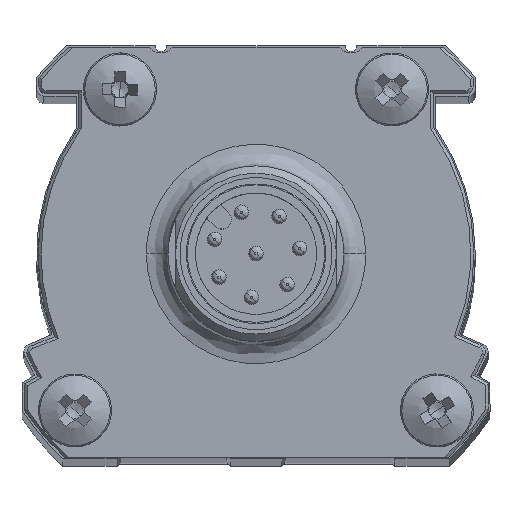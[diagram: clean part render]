
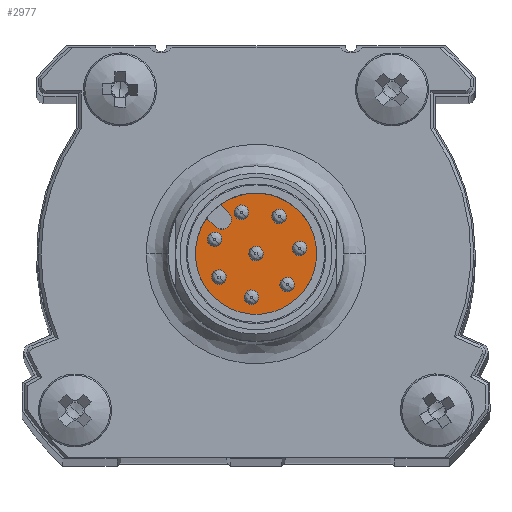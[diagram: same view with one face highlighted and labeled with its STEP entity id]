
A CAD part, top view. The second image highlights one B-rep face of the part: STEP entity #2977.
In plain terms, the highlighted planar face has unit normal (0, 0, 1).
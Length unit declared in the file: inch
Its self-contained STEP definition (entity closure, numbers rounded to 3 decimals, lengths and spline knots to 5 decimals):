
#143 = DIRECTION ( 'NONE',  ( 0.707, -0.707, 0. ) ) ;
#785 = CIRCLE ( 'NONE', #16953, 0.16339 ) ;
#1004 = DIRECTION ( 'NONE',  ( 0.707, -0.707, 0. ) ) ;
#1490 = VERTEX_POINT ( 'NONE', #7474 ) ;
#1860 = CARTESIAN_POINT ( 'NONE',  ( -0.09601, 0.1322, 0.29528 ) ) ;
#2095 = ORIENTED_EDGE ( 'NONE', *, *, #12002, .F. ) ;
#2139 = CARTESIAN_POINT ( 'NONE',  ( 0., 0., 0.29528 ) ) ;
#2977 = ADVANCED_FACE ( 'NONE', ( #10014 ), #12835, .F. ) ;
#3683 = ORIENTED_EDGE ( 'NONE', *, *, #10398, .F. ) ;
#3706 = CARTESIAN_POINT ( 'NONE',  ( -0.10996, 0.07377, 0.29528 ) ) ;
#3906 = AXIS2_PLACEMENT_3D ( 'NONE', #15450, #4200, #15729 ) ;
#4046 = CARTESIAN_POINT ( 'NONE',  ( 0.11553, -0.11553, 0.29528 ) ) ;
#4200 = DIRECTION ( 'NONE',  ( 0., 0., -1. ) ) ;
#4263 = DIRECTION ( 'NONE',  ( -0.707, 0.707, 0. ) ) ;
#4523 = DIRECTION ( 'NONE',  ( 0., 0., 1. ) ) ;
#4532 = ORIENTED_EDGE ( 'NONE', *, *, #5710, .T. ) ;
#5279 = CIRCLE ( 'NONE', #10360, 0.16339 ) ;
#5463 = EDGE_CURVE ( 'NONE', #14450, #13410, #5279, .T. ) ;
#5555 = CARTESIAN_POINT ( 'NONE',  ( -0.1322, 0.09601, 0.29528 ) ) ;
#5559 = CIRCLE ( 'NONE', #13956, 0.02559 ) ;
#5577 = LINE ( 'NONE', #14297, #7313 ) ;
#5710 = EDGE_CURVE ( 'NONE', #15327, #14450, #785, .T. ) ;
#5761 = VERTEX_POINT ( 'NONE', #3706 ) ;
#7275 = DIRECTION ( 'NONE',  ( 0.707, -0.707, 0. ) ) ;
#7313 = VECTOR ( 'NONE', #4263, 39.37008 ) ;
#7367 = ORIENTED_EDGE ( 'NONE', *, *, #14880, .F. ) ;
#7474 = CARTESIAN_POINT ( 'NONE',  ( -0.07377, 0.10996, 0.29528 ) ) ;
#8124 = DIRECTION ( 'NONE',  ( 0., 0., 1. ) ) ;
#8870 = DIRECTION ( 'NONE',  ( 0., 0., 1. ) ) ;
#9799 = VECTOR ( 'NONE', #7275, 39.37008 ) ;
#10014 = FACE_OUTER_BOUND ( 'NONE', #13616, .T. ) ;
#10360 = AXIS2_PLACEMENT_3D ( 'NONE', #2139, #8124, #1004 ) ;
#10398 = EDGE_CURVE ( 'NONE', #1490, #13410, #5577, .T. ) ;
#11314 = CARTESIAN_POINT ( 'NONE',  ( -0.0181, -0.0181, 0.29528 ) ) ;
#12002 = EDGE_CURVE ( 'NONE', #5761, #1490, #5559, .T. ) ;
#12835 = PLANE ( 'NONE',  #3906 ) ;
#13410 = VERTEX_POINT ( 'NONE', #1860 ) ;
#13616 = EDGE_LOOP ( 'NONE', ( #2095, #7367, #4532, #15024, #3683 ) ) ;
#13956 = AXIS2_PLACEMENT_3D ( 'NONE', #17361, #4523, #16236 ) ;
#14297 = CARTESIAN_POINT ( 'NONE',  ( 0.0181, 0.0181, 0.29528 ) ) ;
#14450 = VERTEX_POINT ( 'NONE', #4046 ) ;
#14880 = EDGE_CURVE ( 'NONE', #15327, #5761, #17039, .T. ) ;
#15024 = ORIENTED_EDGE ( 'NONE', *, *, #5463, .T. ) ;
#15327 = VERTEX_POINT ( 'NONE', #5555 ) ;
#15450 = CARTESIAN_POINT ( 'NONE',  ( 0., 0., 0.29528 ) ) ;
#15729 = DIRECTION ( 'NONE',  ( -0.707, 0.707, 0. ) ) ;
#15904 = CARTESIAN_POINT ( 'NONE',  ( 0., 0., 0.29528 ) ) ;
#16236 = DIRECTION ( 'NONE',  ( -0.707, 0.707, 0. ) ) ;
#16953 = AXIS2_PLACEMENT_3D ( 'NONE', #15904, #8870, #143 ) ;
#17039 = LINE ( 'NONE', #11314, #9799 ) ;
#17361 = CARTESIAN_POINT ( 'NONE',  ( -0.09187, 0.09187, 0.29528 ) ) ;
